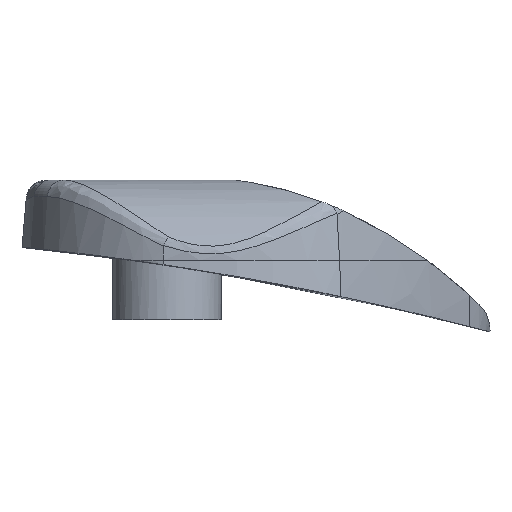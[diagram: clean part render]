
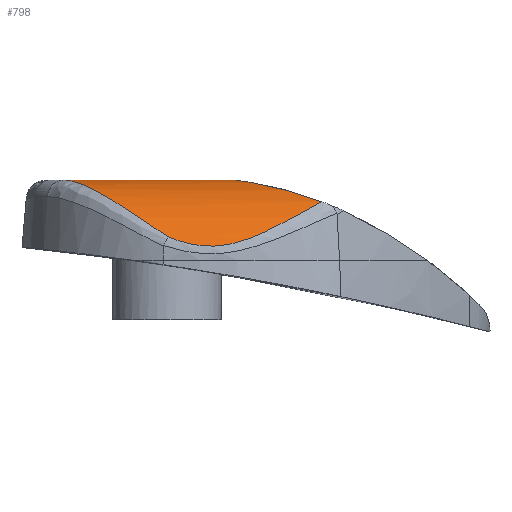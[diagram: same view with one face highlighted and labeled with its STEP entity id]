
A CAD part, top view. The second image highlights one B-rep face of the part: STEP entity #798.
In plain terms, the highlighted cylindrical face has radius 18.75 mm (diameter 37.5 mm), a partial arc.
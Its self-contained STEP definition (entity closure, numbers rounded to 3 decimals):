
#126=FACE_OUTER_BOUND('',#173,.T.);
#173=EDGE_LOOP('',(#643,#644,#645,#646));
#242=B_SPLINE_CURVE_WITH_KNOTS('',3,(#1627,#1628,#1629,#1630,#1631,#1632,
#1633,#1634,#1635,#1636,#1637,#1638),.UNSPECIFIED.,.F.,.F.,(4,2,2,2,2,4),
(1.59,1.802,2.04,2.159,2.218,
2.278),.UNSPECIFIED.);
#249=B_SPLINE_CURVE_WITH_KNOTS('',3,(#1765,#1766,#1767,#1768,#1769,#1770,
#1771,#1772,#1773),.UNSPECIFIED.,.F.,.F.,(4,1,1,1,1,1,4),(0.615,
0.722,1.,1.14,1.279,1.418,
1.552),.UNSPECIFIED.);
#252=B_SPLINE_CURVE_WITH_KNOTS('',3,(#1812,#1813,#1814,#1815,#1816,#1817),
 .UNSPECIFIED.,.F.,.F.,(4,1,1,4),(1.94,2.303,2.55,
2.796),.UNSPECIFIED.);
#284=LINE('',#1811,#299);
#299=VECTOR('',#948,25.);
#371=VERTEX_POINT('',#1624);
#372=VERTEX_POINT('',#1626);
#376=VERTEX_POINT('',#1764);
#378=VERTEX_POINT('',#1810);
#467=EDGE_CURVE('',#372,#371,#242,.T.);
#474=EDGE_CURVE('',#372,#376,#249,.T.);
#477=EDGE_CURVE('',#378,#371,#284,.T.);
#478=EDGE_CURVE('',#376,#378,#252,.T.);
#643=ORIENTED_EDGE('',*,*,#467,.T.);
#644=ORIENTED_EDGE('',*,*,#477,.F.);
#645=ORIENTED_EDGE('',*,*,#478,.F.);
#646=ORIENTED_EDGE('',*,*,#474,.F.);
#771=CYLINDRICAL_SURFACE('',#865,18.75);
#798=ADVANCED_FACE('',(#126),#771,.T.);
#865=AXIS2_PLACEMENT_3D('',#1809,#946,#947);
#946=DIRECTION('center_axis',(-1.,0.,0.));
#947=DIRECTION('ref_axis',(0.,-1.,0.));
#948=DIRECTION('',(1.,0.,0.));
#1624=CARTESIAN_POINT('',(310.175,30.747,15.442));
#1626=CARTESIAN_POINT('',(322.449,27.733,25.639));
#1627=CARTESIAN_POINT('Ctrl Pts',(322.449,27.733,25.639));
#1628=CARTESIAN_POINT('Ctrl Pts',(320.903,28.328,24.72));
#1629=CARTESIAN_POINT('Ctrl Pts',(319.381,28.824,23.776));
#1630=CARTESIAN_POINT('Ctrl Pts',(316.32,29.68,21.784));
#1631=CARTESIAN_POINT('Ctrl Pts',(314.598,30.061,20.613));
#1632=CARTESIAN_POINT('Ctrl Pts',(312.398,30.447,18.837));
#1633=CARTESIAN_POINT('Ctrl Pts',(311.744,30.545,18.257));
#1634=CARTESIAN_POINT('Ctrl Pts',(310.938,30.655,17.33));
#1635=CARTESIAN_POINT('Ctrl Pts',(310.702,30.684,17.016));
#1636=CARTESIAN_POINT('Ctrl Pts',(310.326,30.73,16.317));
#1637=CARTESIAN_POINT('Ctrl Pts',(310.175,30.747,15.938));
#1638=CARTESIAN_POINT('Ctrl Pts',(310.175,30.747,15.442));
#1764=CARTESIAN_POINT('',(301.23,22.86,30.725));
#1765=CARTESIAN_POINT('Ctrl Pts',(322.448,27.733,25.639));
#1766=CARTESIAN_POINT('Ctrl Pts',(321.77,27.37,26.199));
#1767=CARTESIAN_POINT('Ctrl Pts',(319.265,26.,28.082));
#1768=CARTESIAN_POINT('Ctrl Pts',(315.599,23.933,29.99));
#1769=CARTESIAN_POINT('Ctrl Pts',(311.328,22.172,31.207));
#1770=CARTESIAN_POINT('Ctrl Pts',(307.893,21.447,31.635));
#1771=CARTESIAN_POINT('Ctrl Pts',(304.428,21.734,31.472));
#1772=CARTESIAN_POINT('Ctrl Pts',(302.26,22.451,31.016));
#1773=CARTESIAN_POINT('Ctrl Pts',(301.23,22.86,30.725));
#1809=CARTESIAN_POINT('Origin',(347.5,11.997,15.442));
#1810=CARTESIAN_POINT('',(286.755,30.747,15.442));
#1811=CARTESIAN_POINT('',(347.5,30.747,15.442));
#1812=CARTESIAN_POINT('Ctrl Pts',(301.23,22.86,30.725));
#1813=CARTESIAN_POINT('Ctrl Pts',(298.738,24.473,29.578));
#1814=CARTESIAN_POINT('Ctrl Pts',(294.818,27.231,26.952));
#1815=CARTESIAN_POINT('Ctrl Pts',(289.975,30.034,21.496));
#1816=CARTESIAN_POINT('Ctrl Pts',(287.702,30.747,17.544));
#1817=CARTESIAN_POINT('Ctrl Pts',(286.755,30.747,15.442));
